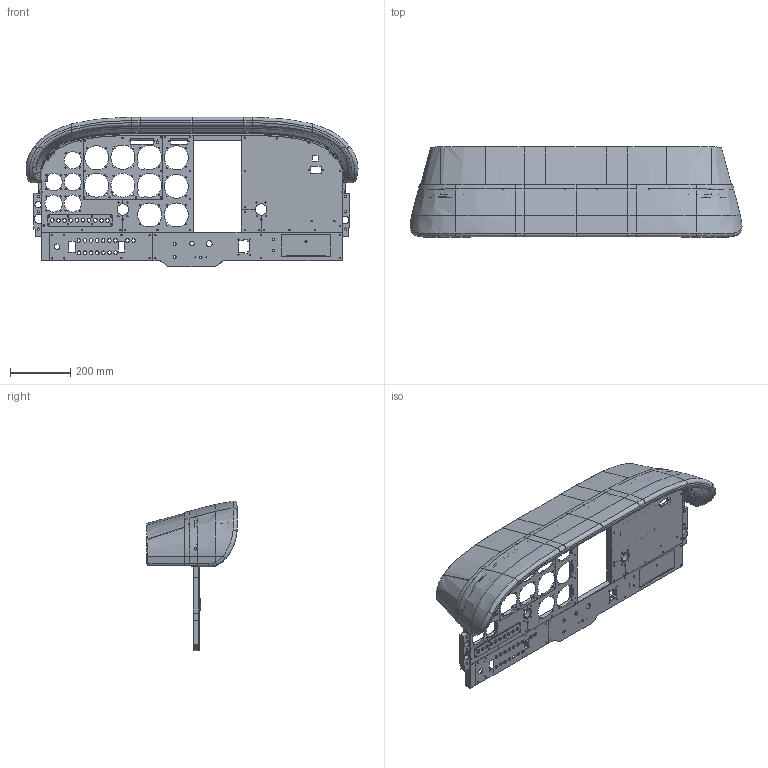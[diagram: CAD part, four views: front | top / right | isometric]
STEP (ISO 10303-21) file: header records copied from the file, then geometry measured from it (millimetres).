
FILE_DESCRIPTION(/* description */ (''),/* implementation_level */ '2;1');
FILE_NAME(/* name */ '2A-1 Panel v266.step',/* time_stamp */ '2023-12-06T18:19:17-07:00',/* author */ (''),/* organization */ (''),/* preprocessor_version */ 'ST-DEVELOPER v20',/* originating_system */ 'Autodesk Translation Framework v12.14.0.127',/* authorisation */ '');
FILE_SCHEMA (('AUTOMOTIVE_DESIGN { 1 0 10303 214 3 1 1 }'));
Products named in the file (5): 2A-1 Panel; Instrument Panel; Panel Support; Glareshield; Glareshield LED System
Assembly tree (4 placements, depth 2):
  2A-1 Panel
    Instrument Panel
    Panel Support
    Glareshield
    Glareshield LED System
Bounding box: 1104.87 x 299.71 x 497.63 mm (x, y, z)
Volume: 8690821.8 mm3; surface area: 2850733.4 mm2
Topology: 35 solids, 35 shells, 1986 faces, 5580 edges, 3647 vertices
Faces by surface type: plane 763, bspline 632, cylinder 591
Full cylindrical faces by diameter (mm): 2.54 x4, 3 x59, 3.175 x8, 3.81 x55, 4 x21, 4.196 x1, 4.318 x132, 4.43 x2, 6.35 x1, 6.985 x1, 7.62 x6, 8 x7, 9 x8, 10 x2, 11 x2, 11.836 x16, 12.065 x20, 13.97 x2, 19.05 x2, 20 x2, 21.59 x1, 57.15 x5, 80.01 x3
Entity records: 100829 total; most frequent: CARTESIAN_POINT 52607, ORIENTED_EDGE 11168, DIRECTION 7448, EDGE_CURVE 5584, VERTEX_POINT 3647, EDGE_LOOP 2841, AXIS2_PLACEMENT_3D 2530, LINE 2388
